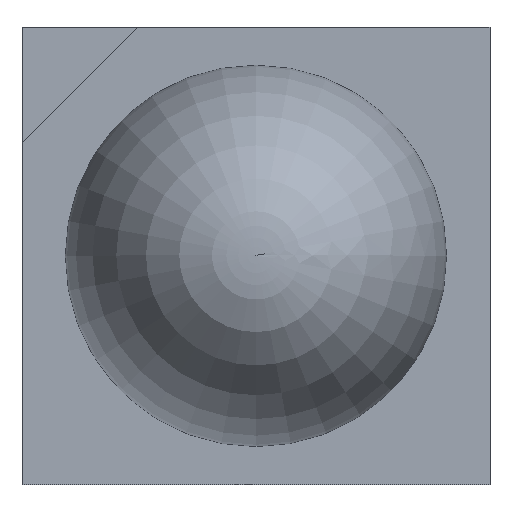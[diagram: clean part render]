
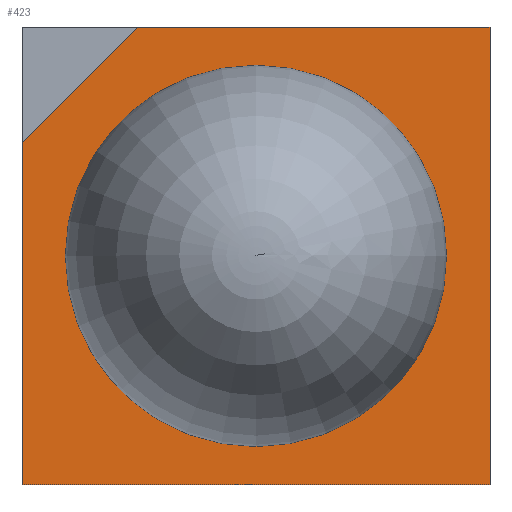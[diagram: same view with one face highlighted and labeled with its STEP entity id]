
A CAD part, top view. The second image highlights one B-rep face of the part: STEP entity #423.
In plain terms, the highlighted planar face has unit normal (0, 0, 1).
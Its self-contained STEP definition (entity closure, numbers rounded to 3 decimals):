
#40=FACE_OUTER_BOUND('',#64,.T.);
#64=EDGE_LOOP('',(#348,#349,#350,#351,#352));
#111=LINE('',#656,#165);
#117=LINE('',#668,#171);
#118=LINE('',#670,#172);
#119=LINE('',#672,#173);
#120=LINE('',#673,#174);
#165=VECTOR('',#540,10.);
#171=VECTOR('',#550,10.);
#172=VECTOR('',#551,10.);
#173=VECTOR('',#552,10.);
#174=VECTOR('',#553,10.);
#207=VERTEX_POINT('',#654);
#208=VERTEX_POINT('',#655);
#212=VERTEX_POINT('',#667);
#213=VERTEX_POINT('',#669);
#214=VERTEX_POINT('',#671);
#257=EDGE_CURVE('',#207,#208,#111,.T.);
#263=EDGE_CURVE('',#208,#212,#117,.T.);
#264=EDGE_CURVE('',#212,#213,#118,.T.);
#265=EDGE_CURVE('',#213,#214,#119,.T.);
#266=EDGE_CURVE('',#214,#207,#120,.T.);
#348=ORIENTED_EDGE('',*,*,#257,.T.);
#349=ORIENTED_EDGE('',*,*,#263,.T.);
#350=ORIENTED_EDGE('',*,*,#264,.T.);
#351=ORIENTED_EDGE('',*,*,#265,.T.);
#352=ORIENTED_EDGE('',*,*,#266,.T.);
#401=PLANE('',#461);
#423=ADVANCED_FACE('',(#40),#401,.T.);
#461=AXIS2_PLACEMENT_3D('',#666,#548,#549);
#540=DIRECTION('',(-0.707,-0.707,0.));
#548=DIRECTION('center_axis',(0.,0.,1.));
#549=DIRECTION('ref_axis',(1.,0.,0.));
#550=DIRECTION('',(0.,-1.,0.));
#551=DIRECTION('',(1.,0.,0.));
#552=DIRECTION('',(0.,1.,0.));
#553=DIRECTION('',(-1.,0.,0.));
#654=CARTESIAN_POINT('',(-0.876,1.685,0.6));
#655=CARTESIAN_POINT('',(-1.725,0.836,0.6));
#656=CARTESIAN_POINT('',(-1.079,1.483,0.6));
#666=CARTESIAN_POINT('Origin',(0.,0.,0.6));
#667=CARTESIAN_POINT('',(-1.725,-1.685,0.6));
#668=CARTESIAN_POINT('',(-1.725,1.685,0.6));
#669=CARTESIAN_POINT('',(1.725,-1.685,0.6));
#670=CARTESIAN_POINT('',(-1.725,-1.685,0.6));
#671=CARTESIAN_POINT('',(1.725,1.685,0.6));
#672=CARTESIAN_POINT('',(1.725,-1.685,0.6));
#673=CARTESIAN_POINT('',(1.725,1.685,0.6));
